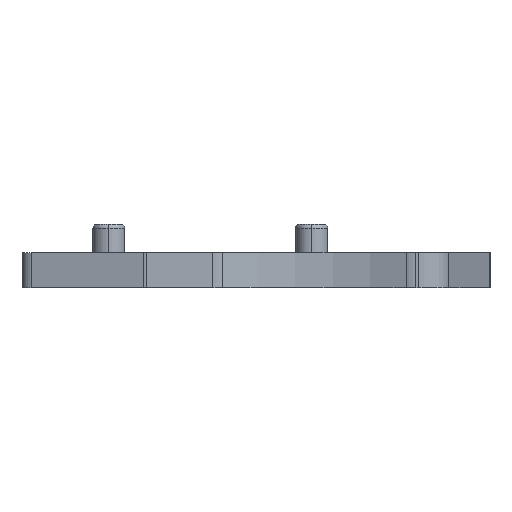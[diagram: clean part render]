
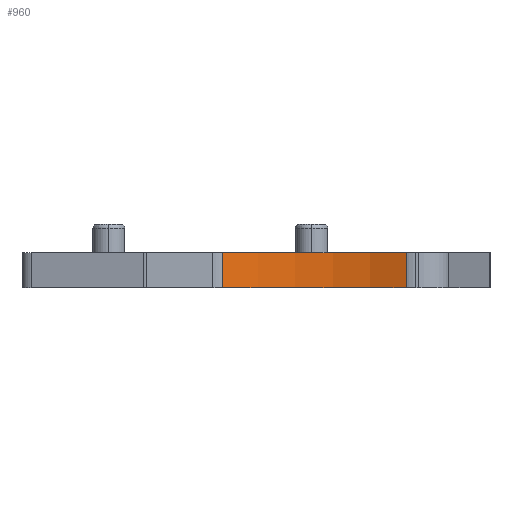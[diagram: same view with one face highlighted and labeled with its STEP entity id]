
A CAD part, left-side view. The second image highlights one B-rep face of the part: STEP entity #960.
In plain terms, the highlighted cylindrical face has radius 14.58 mm (diameter 29.161 mm), a partial arc.
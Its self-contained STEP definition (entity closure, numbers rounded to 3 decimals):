
#143 = DIRECTION ( 'NONE',  ( 0., 0., -1. ) ) ;
#193 = DIRECTION ( 'NONE',  ( -1., 0., 0. ) ) ;
#351 = VERTEX_POINT ( 'NONE', #1539 ) ;
#380 = DIRECTION ( 'NONE',  ( 0., 0., -1. ) ) ;
#618 = AXIS2_PLACEMENT_3D ( 'NONE', #1856, #380, #3849 ) ;
#655 = ORIENTED_EDGE ( 'NONE', *, *, #2687, .T. ) ;
#739 = CARTESIAN_POINT ( 'NONE',  ( 9115.411, -2850.772, 2.2 ) ) ;
#960 = ADVANCED_FACE ( 'NONE', ( #2386 ), #3549, .F. ) ;
#978 = CIRCLE ( 'NONE', #618, 14.58 ) ;
#1086 = AXIS2_PLACEMENT_3D ( 'NONE', #3920, #1567, #1609 ) ;
#1253 = LINE ( 'NONE', #1287, #3152 ) ;
#1287 = CARTESIAN_POINT ( 'NONE',  ( 9115.411, -2839.258, 2.2 ) ) ;
#1353 = VERTEX_POINT ( 'NONE', #739 ) ;
#1438 = VERTEX_POINT ( 'NONE', #2055 ) ;
#1503 = CIRCLE ( 'NONE', #2238, 14.58 ) ;
#1539 = CARTESIAN_POINT ( 'NONE',  ( 9115.411, -2850.772, 0. ) ) ;
#1567 = DIRECTION ( 'NONE',  ( 0., 0., -1. ) ) ;
#1609 = DIRECTION ( 'NONE',  ( -1., 0., 0. ) ) ;
#1623 = DIRECTION ( 'NONE',  ( 0., 0., -1. ) ) ;
#1637 = VERTEX_POINT ( 'NONE', #4563 ) ;
#1656 = EDGE_CURVE ( 'NONE', #1438, #1353, #978, .T. ) ;
#1713 = DIRECTION ( 'NONE',  ( 0., 0., 1. ) ) ;
#1856 = CARTESIAN_POINT ( 'NONE',  ( 9102.016, -2845.015, 2.2 ) ) ;
#2055 = CARTESIAN_POINT ( 'NONE',  ( 9115.411, -2839.258, 2.2 ) ) ;
#2238 = AXIS2_PLACEMENT_3D ( 'NONE', #4077, #143, #193 ) ;
#2386 = FACE_OUTER_BOUND ( 'NONE', #4814, .T. ) ;
#2443 = CARTESIAN_POINT ( 'NONE',  ( 9115.411, -2850.772, 2.2 ) ) ;
#2603 = EDGE_CURVE ( 'NONE', #1353, #351, #3405, .T. ) ;
#2661 = EDGE_CURVE ( 'NONE', #1637, #1438, #1253, .T. ) ;
#2687 = EDGE_CURVE ( 'NONE', #1637, #351, #1503, .T. ) ;
#2766 = ORIENTED_EDGE ( 'NONE', *, *, #2661, .F. ) ;
#3152 = VECTOR ( 'NONE', #1713, 1000. ) ;
#3405 = LINE ( 'NONE', #2443, #4825 ) ;
#3549 = CYLINDRICAL_SURFACE ( 'NONE', #1086, 14.58 ) ;
#3731 = ORIENTED_EDGE ( 'NONE', *, *, #1656, .F. ) ;
#3837 = ORIENTED_EDGE ( 'NONE', *, *, #2603, .F. ) ;
#3849 = DIRECTION ( 'NONE',  ( -1., 0., 0. ) ) ;
#3920 = CARTESIAN_POINT ( 'NONE',  ( 9102.016, -2845.015, 2.2 ) ) ;
#4077 = CARTESIAN_POINT ( 'NONE',  ( 9102.016, -2845.015, 0. ) ) ;
#4563 = CARTESIAN_POINT ( 'NONE',  ( 9115.411, -2839.258, 0. ) ) ;
#4814 = EDGE_LOOP ( 'NONE', ( #3837, #3731, #2766, #655 ) ) ;
#4825 = VECTOR ( 'NONE', #1623, 1000. ) ;
